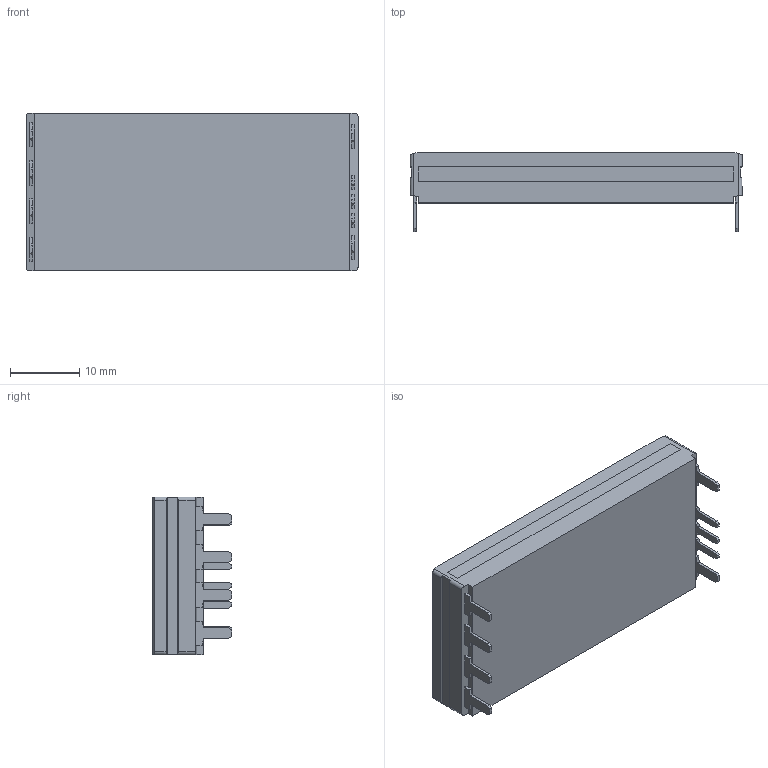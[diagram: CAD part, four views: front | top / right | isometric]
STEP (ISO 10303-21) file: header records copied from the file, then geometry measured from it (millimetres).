
FILE_DESCRIPTION (( 'STEP AP214' ), '1' );
FILE_NAME ('DCM4623TD2H26F0T00.STEP', '2018-09-24T12:41:33', ( '' ), ( '' ), 'SwSTEP 2.0', 'SolidWorks 2017', '' );
FILE_SCHEMA (( 'AUTOMOTIVE_DESIGN' ));
Length unit declared in the file: millimetre
Products named in the file (1): DCM4623TD2H26F0T00
Bounding box: 47.91 x 11.43 x 22.8 mm (x, y, z)
Volume: 7937.3 mm3; surface area: 7755.9 mm2
Topology: 11 solids, 11 shells, 146 faces, 372 edges, 248 vertices
Faces by surface type: plane 138, cylinder 8
Entity records: 4740 total; most frequent: CARTESIAN_POINT 863, ORIENTED_EDGE 744, DIRECTION 642, EDGE_CURVE 372, LINE 348, VECTOR 348, VERTEX_POINT 248, EDGE_LOOP 148
